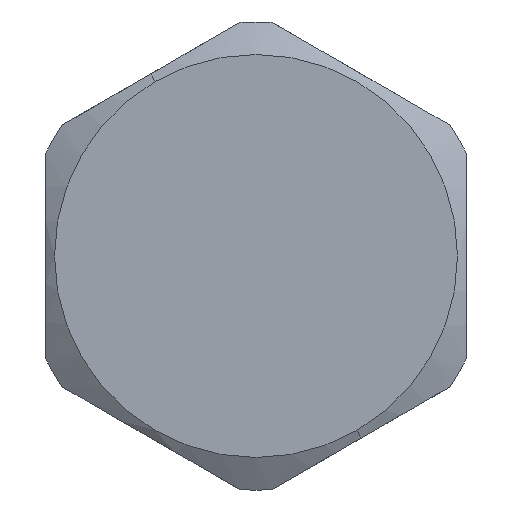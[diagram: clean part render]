
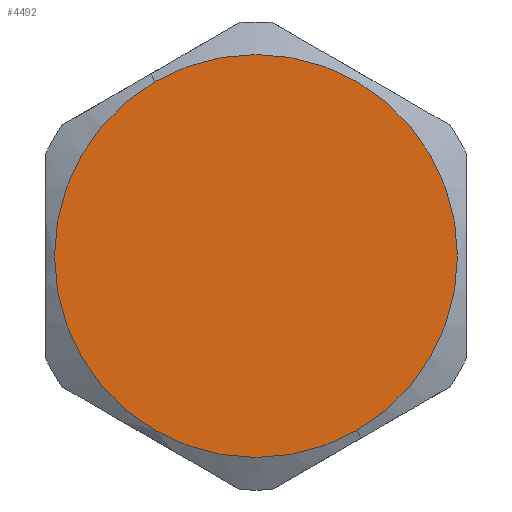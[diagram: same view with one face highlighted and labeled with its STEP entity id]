
A CAD part, left-side view. The second image highlights one B-rep face of the part: STEP entity #4492.
In plain terms, the highlighted planar face has unit normal (-1, 0, 0).
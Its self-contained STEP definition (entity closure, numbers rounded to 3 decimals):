
#106 = CARTESIAN_POINT ( 'NONE',  ( -69.8, 0., 0. ) ) ;
#444 = DIRECTION ( 'NONE',  ( -1., 0., 0. ) ) ;
#445 = DIRECTION ( 'NONE',  ( 0., 0.5, 0.866 ) ) ;
#1049 = CARTESIAN_POINT ( 'NONE',  ( -69.8, 6.845, 11.856 ) ) ;
#1088 = CARTESIAN_POINT ( 'NONE',  ( -69.8, -6.845, -11.856 ) ) ;
#1204 = DIRECTION ( 'NONE',  ( -1., 0., 0. ) ) ;
#1348 = DIRECTION ( 'NONE',  ( 0., 0.5, 0.866 ) ) ;
#2005 = PLANE ( 'NONE',  #6762 ) ;
#2006 = CARTESIAN_POINT ( 'NONE',  ( -69.8, 0., 0. ) ) ;
#2761 = CIRCLE ( 'NONE', #6914, 13.69 ) ;
#2837 = FACE_OUTER_BOUND ( 'NONE', #4822, .T. ) ;
#2861 = CIRCLE ( 'NONE', #3051, 13.69 ) ;
#3051 = AXIS2_PLACEMENT_3D ( 'NONE', #106, #444, #445 ) ;
#3063 = EDGE_CURVE ( 'NONE', #5052, #4892, #2861, .T. ) ;
#3463 = EDGE_CURVE ( 'NONE', #4892, #5052, #2761, .T. ) ;
#3715 = DIRECTION ( 'NONE',  ( 0., 0.5, 0.866 ) ) ;
#3716 = DIRECTION ( 'NONE',  ( -1., 0., 0. ) ) ;
#3717 = CARTESIAN_POINT ( 'NONE',  ( -69.8, 0., 0. ) ) ;
#4492 = ADVANCED_FACE ( 'NONE', ( #2837 ), #2005, .T. ) ;
#4822 = EDGE_LOOP ( 'NONE', ( #5850, #5844 ) ) ;
#4892 = VERTEX_POINT ( 'NONE', #1088 ) ;
#5052 = VERTEX_POINT ( 'NONE', #1049 ) ;
#5844 = ORIENTED_EDGE ( 'NONE', *, *, #3063, .T. ) ;
#5850 = ORIENTED_EDGE ( 'NONE', *, *, #3463, .T. ) ;
#6762 = AXIS2_PLACEMENT_3D ( 'NONE', #2006, #1204, #1348 ) ;
#6914 = AXIS2_PLACEMENT_3D ( 'NONE', #3717, #3716, #3715 ) ;
